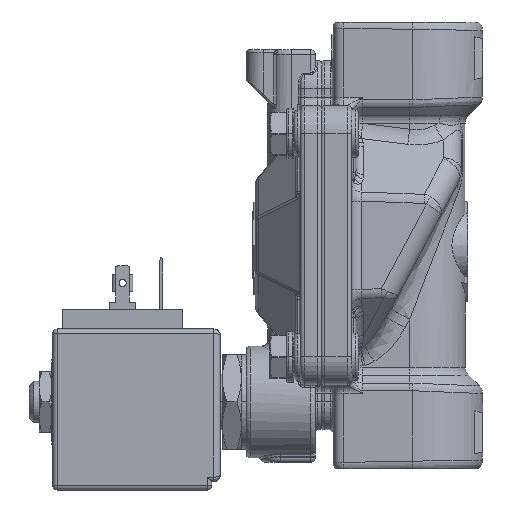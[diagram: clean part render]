
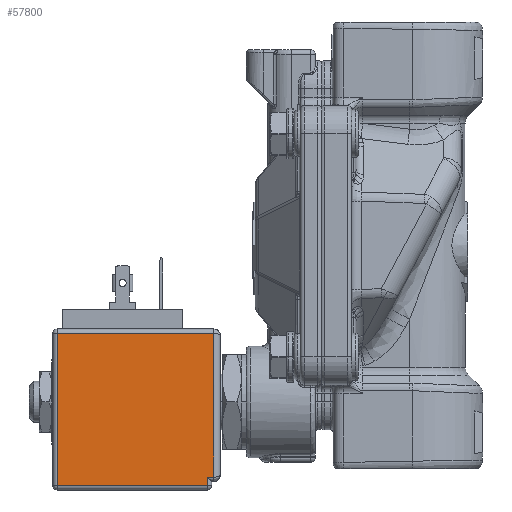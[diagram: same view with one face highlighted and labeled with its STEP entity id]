
A CAD part, left-side view. The second image highlights one B-rep face of the part: STEP entity #57800.
In plain terms, the highlighted face is planar.
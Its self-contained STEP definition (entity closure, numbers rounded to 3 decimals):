
#55205=DIRECTION('',(0.,-1.,0.));
#55206=VECTOR('',#55205,36.5);
#55207=CARTESIAN_POINT('',(-16.,33.,-15.));
#55208=LINE('',#55207,#55206);
#55212=DIRECTION('',(-1.,0.,0.));
#55213=VECTOR('',#55212,33.5);
#55214=CARTESIAN_POINT('',(17.5,-3.5,
-15.));
#55215=LINE('',#55214,#55213);
#55219=DIRECTION('',(0.,-1.,0.));
#55220=VECTOR('',#55219,1.5);
#55221=CARTESIAN_POINT('',(17.5,-2.,-15.));
#55222=LINE('',#55221,#55220);
#55226=DIRECTION('',(-1.,0.,0.));
#55227=VECTOR('',#55226,2.);
#55228=CARTESIAN_POINT('',(19.5,-2.,-15.));
#55229=LINE('',#55228,#55227);
#55233=DIRECTION('',(0.,-1.,0.));
#55234=VECTOR('',#55233,35.);
#55235=CARTESIAN_POINT('',(19.5,33.,-15.));
#55236=LINE('',#55235,#55234);
#55240=DIRECTION('',(1.,0.,0.));
#55241=VECTOR('',#55240,35.5);
#55242=CARTESIAN_POINT('',(-16.,33.,-15.));
#55243=LINE('',#55242,#55241);
#57296=CARTESIAN_POINT('',(-16.,33.,-15.));
#57297=CARTESIAN_POINT('',(-16.,-3.5,
-15.));
#57298=VERTEX_POINT('',#57296);
#57299=VERTEX_POINT('',#57297);
#57314=CARTESIAN_POINT('',(17.5,-3.5,
-15.));
#57315=VERTEX_POINT('',#57314);
#57342=CARTESIAN_POINT('',(19.5,33.,-15.));
#57343=VERTEX_POINT('',#57342);
#57344=CARTESIAN_POINT('',(19.5,-2.,-15.));
#57345=VERTEX_POINT('',#57344);
#57350=CARTESIAN_POINT('',(17.5,-2.,-15.));
#57351=VERTEX_POINT('',#57350);
#57782=CARTESIAN_POINT('',(0.,34.,-15.));
#57783=DIRECTION('',(0.,0.,1.));
#57784=DIRECTION('',(1.,0.,0.));
#57785=AXIS2_PLACEMENT_3D('',#57782,#57783,#57784);
#57786=PLANE('',#57785);
#57788=ORIENTED_EDGE('',*,*,#57787,.T.);
#57790=ORIENTED_EDGE('',*,*,#57789,.F.);
#57792=ORIENTED_EDGE('',*,*,#57791,.F.);
#57793=ORIENTED_EDGE('',*,*,#57772,.F.);
#57795=ORIENTED_EDGE('',*,*,#57794,.F.);
#57797=ORIENTED_EDGE('',*,*,#57796,.F.);
#57798=EDGE_LOOP('',(#57788,#57790,#57792,#57793,#57795,#57797));
#57799=FACE_OUTER_BOUND('',#57798,.F.);
#57800=ADVANCED_FACE('',(#57799),#57786,.F.);
#57772=EDGE_CURVE('',#57345,#57351,#55229,.T.);
#57787=EDGE_CURVE('',#57298,#57299,#55208,.T.);
#57789=EDGE_CURVE('',#57315,#57299,#55215,.T.);
#57791=EDGE_CURVE('',#57351,#57315,#55222,.T.);
#57794=EDGE_CURVE('',#57343,#57345,#55236,.T.);
#57796=EDGE_CURVE('',#57298,#57343,#55243,.T.);
